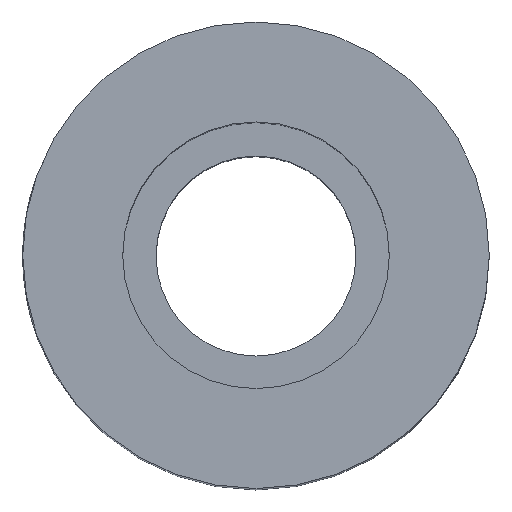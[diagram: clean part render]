
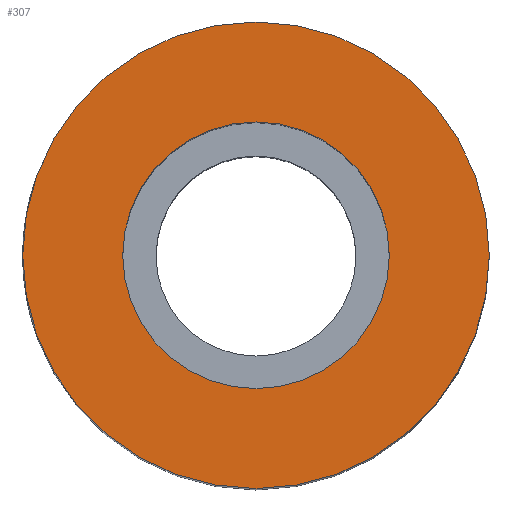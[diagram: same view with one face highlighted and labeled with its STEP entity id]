
A CAD part, top view. The second image highlights one B-rep face of the part: STEP entity #307.
In plain terms, the highlighted planar face has unit normal (0, 0, 1).
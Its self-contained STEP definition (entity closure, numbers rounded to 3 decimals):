
#3 = AXIS2_PLACEMENT_3D ( 'NONE', #46, #281, #532 ) ;
#4 = AXIS2_PLACEMENT_3D ( 'NONE', #270, #403, #470 ) ;
#33 = CARTESIAN_POINT ( 'NONE',  ( -4., 0., 25. ) ) ;
#35 = ORIENTED_EDGE ( 'NONE', *, *, #45, .T. ) ;
#45 = EDGE_CURVE ( 'NONE', #277, #61, #408, .T. ) ;
#46 = CARTESIAN_POINT ( 'NONE',  ( 0., 0., 25. ) ) ;
#54 = AXIS2_PLACEMENT_3D ( 'NONE', #772, #455, #714 ) ;
#61 = VERTEX_POINT ( 'NONE', #64 ) ;
#64 = CARTESIAN_POINT ( 'NONE',  ( -7., 0., 25. ) ) ;
#65 = AXIS2_PLACEMENT_3D ( 'NONE', #527, #263, #517 ) ;
#96 = FACE_OUTER_BOUND ( 'NONE', #272, .T. ) ;
#189 = CARTESIAN_POINT ( 'NONE',  ( 7., 0., 25. ) ) ;
#204 = PLANE ( 'NONE',  #65 ) ;
#207 = DIRECTION ( 'NONE',  ( 0., 0., 1. ) ) ;
#216 = DIRECTION ( 'NONE',  ( 1., 0., 0. ) ) ;
#229 = ORIENTED_EDGE ( 'NONE', *, *, #685, .F. ) ;
#263 = DIRECTION ( 'NONE',  ( 0., 0., 1. ) ) ;
#270 = CARTESIAN_POINT ( 'NONE',  ( 0., 0., 25. ) ) ;
#272 = EDGE_LOOP ( 'NONE', ( #767, #35 ) ) ;
#277 = VERTEX_POINT ( 'NONE', #189 ) ;
#281 = DIRECTION ( 'NONE',  ( 0., 0., 1. ) ) ;
#307 = ADVANCED_FACE ( 'NONE', ( #321, #96 ), #204, .T. ) ;
#321 = FACE_BOUND ( 'NONE', #397, .T. ) ;
#397 = EDGE_LOOP ( 'NONE', ( #591, #229 ) ) ;
#403 = DIRECTION ( 'NONE',  ( 0., 0., 1. ) ) ;
#408 = CIRCLE ( 'NONE', #3, 7. ) ;
#444 = CIRCLE ( 'NONE', #701, 7. ) ;
#455 = DIRECTION ( 'NONE',  ( 0., 0., 1. ) ) ;
#470 = DIRECTION ( 'NONE',  ( 1., 0., 0. ) ) ;
#517 = DIRECTION ( 'NONE',  ( 1., 0., 0. ) ) ;
#527 = CARTESIAN_POINT ( 'NONE',  ( 0., 0., 25. ) ) ;
#532 = DIRECTION ( 'NONE',  ( 1., 0., 0. ) ) ;
#591 = ORIENTED_EDGE ( 'NONE', *, *, #775, .F. ) ;
#636 = VERTEX_POINT ( 'NONE', #33 ) ;
#643 = CIRCLE ( 'NONE', #4, 4. ) ;
#650 = CARTESIAN_POINT ( 'NONE',  ( 0., 0., 25. ) ) ;
#655 = CARTESIAN_POINT ( 'NONE',  ( 4., 0., 25. ) ) ;
#661 = VERTEX_POINT ( 'NONE', #655 ) ;
#685 = EDGE_CURVE ( 'NONE', #636, #661, #643, .T. ) ;
#701 = AXIS2_PLACEMENT_3D ( 'NONE', #650, #207, #216 ) ;
#714 = DIRECTION ( 'NONE',  ( 1., 0., 0. ) ) ;
#726 = EDGE_CURVE ( 'NONE', #61, #277, #444, .T. ) ;
#767 = ORIENTED_EDGE ( 'NONE', *, *, #726, .T. ) ;
#772 = CARTESIAN_POINT ( 'NONE',  ( 0., 0., 25. ) ) ;
#775 = EDGE_CURVE ( 'NONE', #661, #636, #796, .T. ) ;
#796 = CIRCLE ( 'NONE', #54, 4. ) ;
